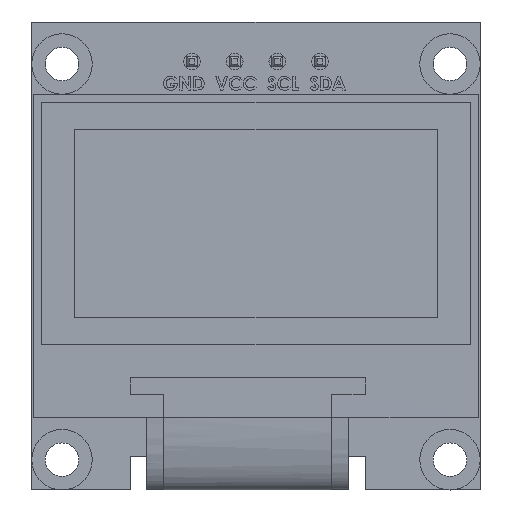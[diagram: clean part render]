
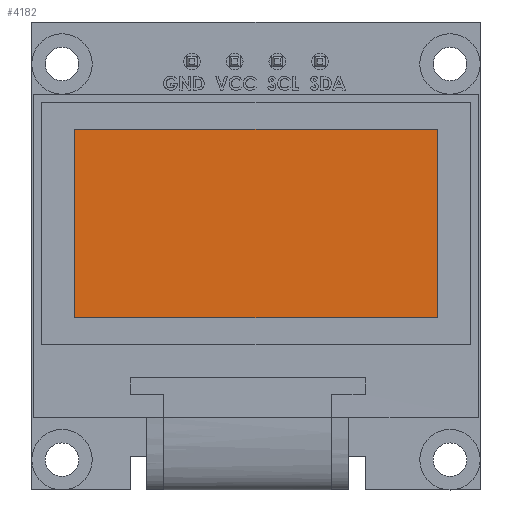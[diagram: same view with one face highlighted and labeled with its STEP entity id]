
A CAD part, top view. The second image highlights one B-rep face of the part: STEP entity #4182.
In plain terms, the highlighted planar face has unit normal (0, 0, 1).
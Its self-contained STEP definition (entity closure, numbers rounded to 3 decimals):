
#340=FACE_OUTER_BOUND('',#569,.T.);
#569=EDGE_LOOP('',(#3355,#3356,#3357,#3358));
#1000=LINE('',#7502,#1452);
#1001=LINE('',#7504,#1453);
#1002=LINE('',#7506,#1454);
#1003=LINE('',#7507,#1455);
#1452=VECTOR('',#5166,11.22);
#1453=VECTOR('',#5167,21.56);
#1454=VECTOR('',#5168,11.22);
#1455=VECTOR('',#5169,21.56);
#1898=VERTEX_POINT('',#7500);
#1899=VERTEX_POINT('',#7501);
#1900=VERTEX_POINT('',#7503);
#1901=VERTEX_POINT('',#7505);
#2408=EDGE_CURVE('',#1898,#1899,#1000,.T.);
#2409=EDGE_CURVE('',#1899,#1900,#1001,.F.);
#2410=EDGE_CURVE('',#1900,#1901,#1002,.F.);
#2411=EDGE_CURVE('',#1901,#1898,#1003,.T.);
#3355=ORIENTED_EDGE('',*,*,#2408,.T.);
#3356=ORIENTED_EDGE('',*,*,#2409,.T.);
#3357=ORIENTED_EDGE('',*,*,#2410,.T.);
#3358=ORIENTED_EDGE('',*,*,#2411,.T.);
#3828=PLANE('',#4432);
#4182=ADVANCED_FACE('',(#340),#3828,.T.);
#4432=AXIS2_PLACEMENT_3D('',#7499,#5164,#5165);
#5164=DIRECTION('center_axis',(0.,0.,1.));
#5165=DIRECTION('ref_axis',(1.,0.,0.));
#5166=DIRECTION('',(0.,1.,0.));
#5167=DIRECTION('',(1.,0.,0.));
#5168=DIRECTION('',(0.,1.,0.));
#5169=DIRECTION('',(1.,0.,0.));
#7499=CARTESIAN_POINT('Origin',(-5.02,5.29,6.645));
#7500=CARTESIAN_POINT('',(5.76,0.24,6.645));
#7501=CARTESIAN_POINT('',(5.76,11.46,6.645));
#7502=CARTESIAN_POINT('',(5.76,0.24,6.645));
#7503=CARTESIAN_POINT('',(-15.8,11.46,6.645));
#7504=CARTESIAN_POINT('',(-15.8,11.46,6.645));
#7505=CARTESIAN_POINT('',(-15.8,0.24,6.645));
#7506=CARTESIAN_POINT('',(-15.8,0.24,6.645));
#7507=CARTESIAN_POINT('',(-15.8,0.24,6.645));
